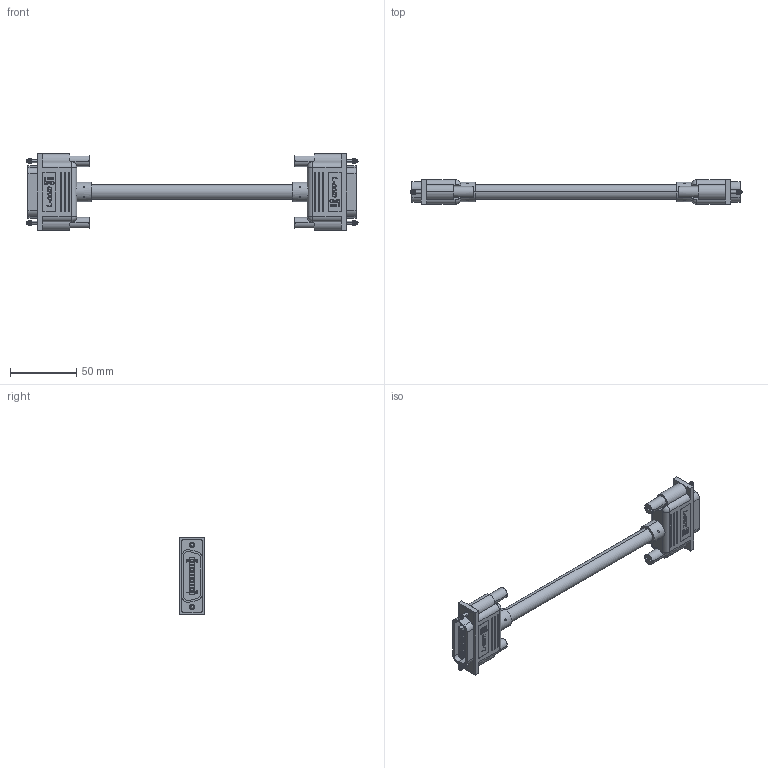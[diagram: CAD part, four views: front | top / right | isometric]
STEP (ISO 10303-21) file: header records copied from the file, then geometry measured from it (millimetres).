
FILE_DESCRIPTION (( 'STEP AP214' ), '1' );
FILE_NAME ('CMD24.STEP', '2020-08-21T19:11:29', ( '' ), ( '' ), 'SwSTEP 2.0', 'SolidWorks 2018', '' );
FILE_SCHEMA (( 'AUTOMOTIVE_DESIGN' ));
Length unit declared in the file: inch
Products named in the file (7): CMD24; 3AB05-005; 3AA07-027; 3AC01-010; 3AC03-026_6" long; MTN-065; 3AB05-012_cmd lables
Assembly tree (9 placements, depth 3):
  CMD24
    3AC03-026_6" long
    3AB05-012_cmd lables  x2
      MTN-065
      3AA07-027
      3AB05-005
      3AC01-010
Bounding box: 251.05 x 18.29 x 57.91 mm (x, y, z)
Volume: 78783.8 mm3; surface area: 38908.1 mm2
Topology: 13 solids, 13 shells, 3646 faces, 9228 edges, 6034 vertices
Faces by surface type: plane 2370, cylinder 618, bspline 370, cone 264, torus 16, sphere 8
Entity records: 60054 total; most frequent: CARTESIAN_POINT 14619, ORIENTED_EDGE 8028, DIRECTION 7555, EDGE_CURVE 4014, LINE 3023, VECTOR 3023, VERTEX_POINT 2630, AXIS2_PLACEMENT_3D 2266
